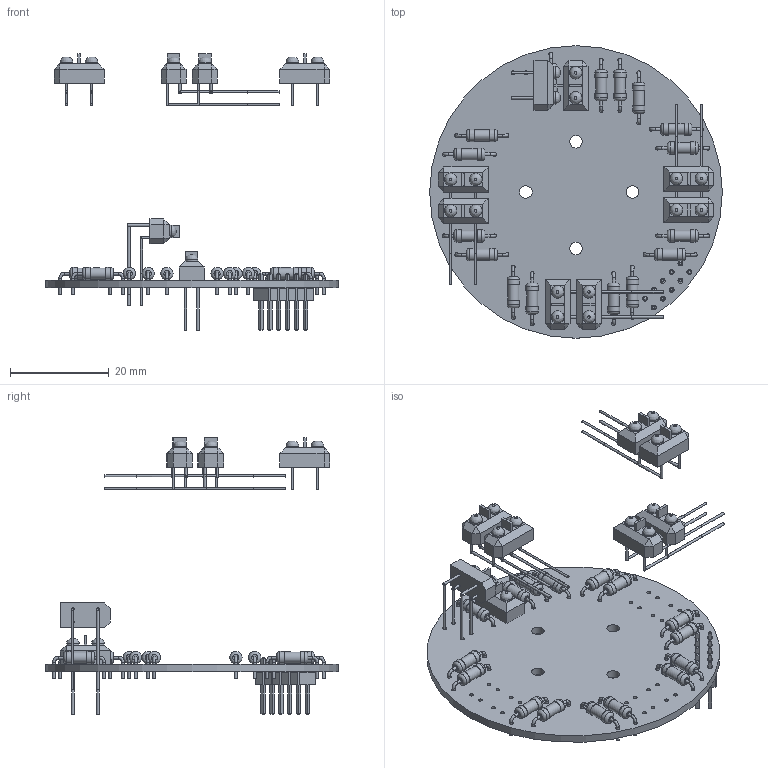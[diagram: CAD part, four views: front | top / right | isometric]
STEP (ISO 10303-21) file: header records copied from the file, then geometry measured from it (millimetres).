
FILE_DESCRIPTION(('KiCad electronic assembly'),'2;1');
FILE_NAME('鍔涗紶鎰熷櫒22.step','2021-07-05T09:12:23',('An Author' ),('A Company'),'Open CASCADE STEP processor 6.9', 'KiCad to STEP converter','Unknown');
FILE_SCHEMA(('AUTOMOTIVE_DESIGN { 1 0 10303 214 1 1 1 1 }'));
Length unit declared in the file: millimetre
Products named in the file (10): Open CASCADE STEP translator 6.9 1; R_Axial_DIN0207_L6.3mm_D2.5mm_P10.16mm_Horizontal; SOLID; 鑷嫊鍖栬ō鍌欐婧栭浂浠禱鍔涗紶鎰熷櫒1-Part; COMPOUND; 鑷嫊鍖栬ō鍌欐婧栭浂浠禱鍔涗紶鎰熷櫒-Part; PinHeader_2x05_P2.54mm_Vertical
Assembly tree (30 placements, depth 3):
  Open CASCADE STEP translator 6.9 1
    R_Axial_DIN0207_L6.3mm_D2.5mm_P10.16mm_Horizontal  x16
      SOLID
    鑷嫊鍖栬ō鍌欐婧栭浂浠禱鍔涗紶鎰熷櫒1-Part  x7
      COMPOUND
    鑷嫊鍖栬ō鍌欐婧栭浂浠禱鍔涗紶鎰熷櫒-Part
      COMPOUND
    PinHeader_2x05_P2.54mm_Vertical
      SOLID
    COMPOUND
Bounding box: 59.24 x 59.24 x 56.04 mm (x, y, z)
Volume: 6656.1 mm3; surface area: 10466.1 mm2
Topology: 88 solids, 88 shells, 977 faces, 1787 edges, 1106 vertices
Faces by surface type: plane 616, cylinder 281, torus 64, revolution 16
Full cylindrical faces by diameter (mm): 0.426 x14, 0.452 x14, 0.488 x7, 0.5 x32, 0.517 x7, 0.6 x64, 0.762 x32, 0.8 x32, 1 x10, 2.25 x16, 2.5 x32, 2.54 x20, 59.242 x1
Entity records: 26655 total; most frequent: CARTESIAN_POINT 5303, DIRECTION 3748, LINE 2270, VECTOR 2270, ORIENTED_EDGE 1804, PCURVE 1804, DEFINITIONAL_REPRESENTATION 1804, EDGE_CURVE 902
